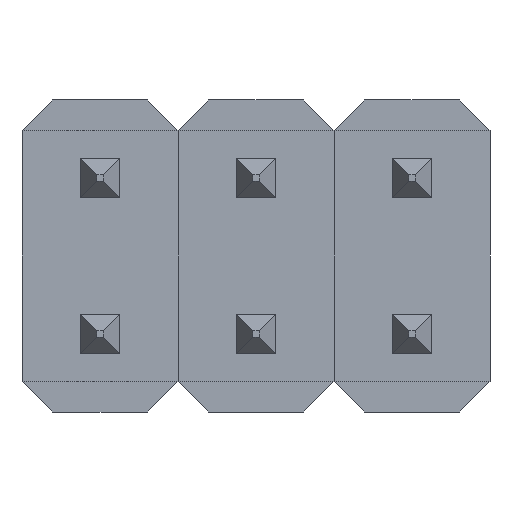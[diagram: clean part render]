
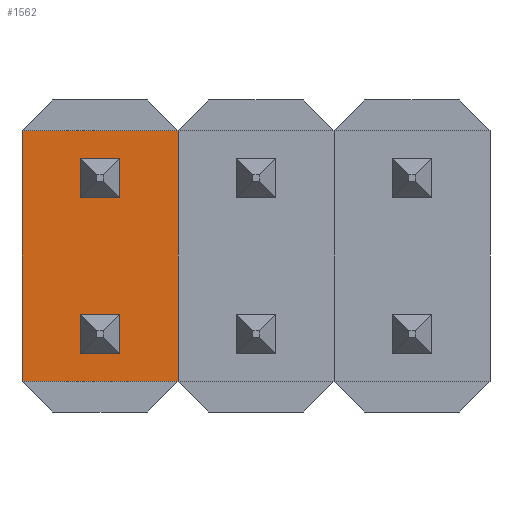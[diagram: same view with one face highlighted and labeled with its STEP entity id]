
A CAD part, front view. The second image highlights one B-rep face of the part: STEP entity #1562.
In plain terms, the highlighted planar face has unit normal (0, 1, 0).
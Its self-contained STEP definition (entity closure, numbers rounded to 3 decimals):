
#94=FACE_OUTER_BOUND('',#156,.T.);
#156=EDGE_LOOP('',(#1333,#1334,#1335,#1336));
#357=LINE('',#2600,#593);
#358=LINE('',#2602,#594);
#359=LINE('',#2604,#595);
#360=LINE('',#2605,#596);
#593=VECTOR('',#2092,2.54);
#594=VECTOR('',#2093,4.08);
#595=VECTOR('',#2094,2.54);
#596=VECTOR('',#2095,4.08);
#829=VERTEX_POINT('',#2598);
#830=VERTEX_POINT('',#2599);
#831=VERTEX_POINT('',#2601);
#832=VERTEX_POINT('',#2603);
#1081=EDGE_CURVE('',#829,#830,#357,.T.);
#1082=EDGE_CURVE('',#830,#831,#358,.T.);
#1083=EDGE_CURVE('',#831,#832,#359,.T.);
#1084=EDGE_CURVE('',#832,#829,#360,.T.);
#1333=ORIENTED_EDGE('',*,*,#1081,.T.);
#1334=ORIENTED_EDGE('',*,*,#1082,.T.);
#1335=ORIENTED_EDGE('',*,*,#1083,.T.);
#1336=ORIENTED_EDGE('',*,*,#1084,.T.);
#1446=PLANE('',#1792);
#1562=ADVANCED_FACE('',(#94),#1446,.T.);
#1792=AXIS2_PLACEMENT_3D('',#2597,#2090,#2091);
#2090=DIRECTION('center_axis',(0.,1.,0.));
#2091=DIRECTION('ref_axis',(0.,0.,1.));
#2092=DIRECTION('',(-1.,0.,0.));
#2093=DIRECTION('',(0.,0.,1.));
#2094=DIRECTION('',(1.,0.,0.));
#2095=DIRECTION('',(0.,0.,-1.));
#2597=CARTESIAN_POINT('Origin',(-1.27,0.,0.));
#2598=CARTESIAN_POINT('',(1.27,0.,-2.04));
#2599=CARTESIAN_POINT('',(-1.27,0.,-2.04));
#2600=CARTESIAN_POINT('',(1.27,0.,-2.04));
#2601=CARTESIAN_POINT('',(-1.27,0.,2.04));
#2602=CARTESIAN_POINT('',(-1.27,0.,-2.04));
#2603=CARTESIAN_POINT('',(1.27,0.,2.04));
#2604=CARTESIAN_POINT('',(-1.27,0.,2.04));
#2605=CARTESIAN_POINT('',(1.27,0.,2.04));
